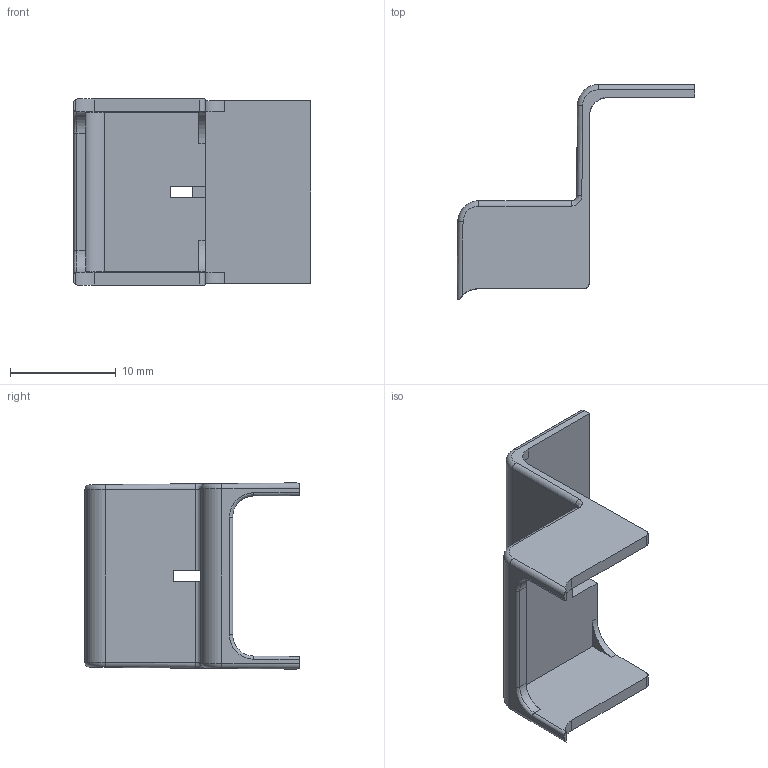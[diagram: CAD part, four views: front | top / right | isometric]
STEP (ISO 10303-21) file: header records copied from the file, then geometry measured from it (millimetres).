
FILE_DESCRIPTION((''),'2;1');
FILE_NAME('BI-PLOMBIRNI_POKROVCEK_ASM','2021-08-09T',('marketing.praksa'),('Audax d.o.o.'),'CREO PARAMETRIC BY PTC INC, 2017480','CREO PARAMETRIC BY PTC INC, 2017480','');
FILE_SCHEMA(('AUTOMOTIVE_DESIGN { 1 0 10303 214 1 1 1 1 }'));
Length unit declared in the file: millimetre
Products named in the file (3): BI-PLOMBIRNI_POKROVCEK; PRT9538; BI-PLOMBIRNI_POKROVCEK_ASM
Assembly tree (2 placements, depth 2):
  BI-PLOMBIRNI_POKROVCEK_ASM
    BI-PLOMBIRNI_POKROVCEK
    PRT9538
Bounding box: 22.5 x 20.3 x 17.61 mm (x, y, z)
Volume: 906.3 mm3; surface area: 1742.4 mm2
Topology: 4 solids, 4 shells, 166 faces, 453 edges, 296 vertices
Faces by surface type: plane 84, cylinder 74, torus 4, bspline 4
Entity records: 8736 total; most frequent: CARTESIAN_POINT 1675, ORIENTED_EDGE 906, DIRECTION 877, PRESENTATION_STYLE_ASSIGNMENT 623, STYLED_ITEM 623, CURVE_STYLE 453, EDGE_CURVE 453, VERTEX_POINT 296
